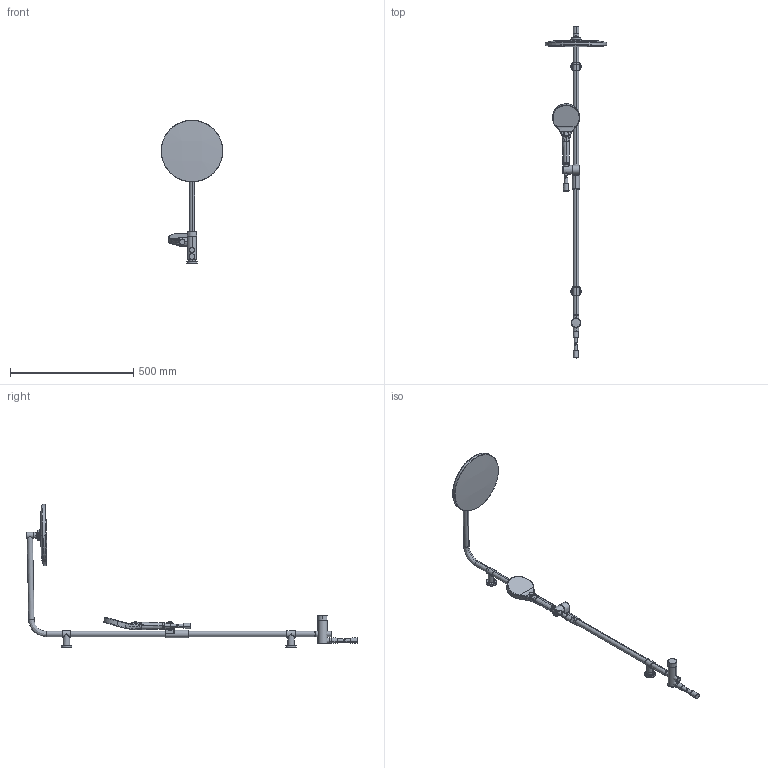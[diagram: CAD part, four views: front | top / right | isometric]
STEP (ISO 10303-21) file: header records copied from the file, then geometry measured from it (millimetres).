
FILE_DESCRIPTION (( 'STEP AP203' ), '1' );
FILE_NAME ('44180300(2023).STEP', '2023-02-08T10:14:31', ( '' ), ( '' ), 'SwSTEP 2.0', 'SolidWorks 2016', '' );
FILE_SCHEMA (( 'CONFIG_CONTROL_DESIGN' ));
Length unit declared in the file: millimetre
Products named in the file (1): 44180300(2023)
Bounding box: 249.98 x 1344.7 x 581.64 mm (x, y, z)
Volume: 2528375.6 mm3; surface area: 445215.4 mm2
Topology: 23 solids, 23 shells, 450 faces, 1023 edges, 609 vertices
Faces by surface type: bspline 217, cylinder 73, plane 73, torus 42, cone 39, sphere 6
Entity records: 29695 total; most frequent: CARTESIAN_POINT 21073, ORIENTED_EDGE 2004, DIRECTION 1450, EDGE_CURVE 1002, AXIS2_PLACEMENT_3D 642, VERTEX_POINT 610, EDGE_LOOP 462, ADVANCED_FACE 450
